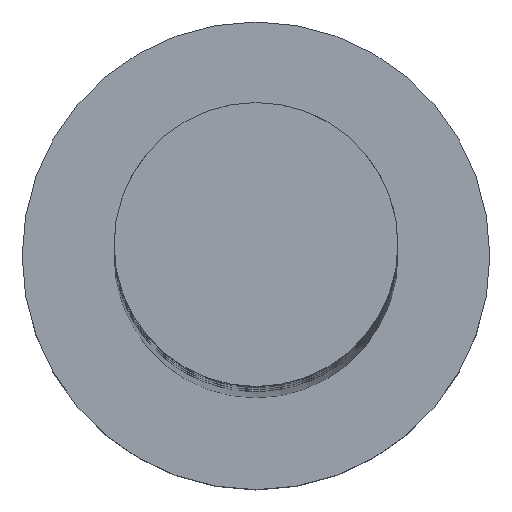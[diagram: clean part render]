
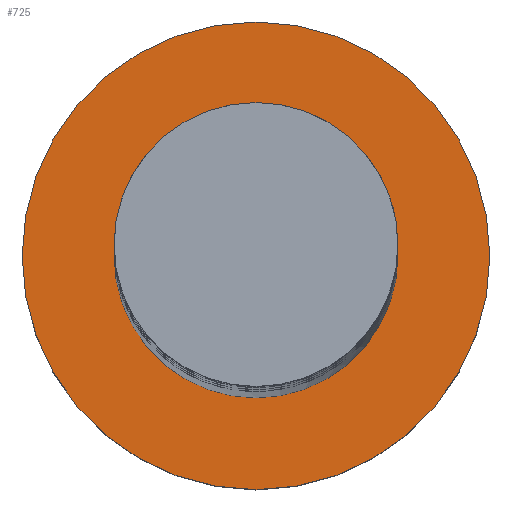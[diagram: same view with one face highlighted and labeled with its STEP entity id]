
A CAD part, top view. The second image highlights one B-rep face of the part: STEP entity #725.
In plain terms, the highlighted planar face has unit normal (0, 0, 1).
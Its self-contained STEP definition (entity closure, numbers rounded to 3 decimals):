
#32 = ORIENTED_EDGE ( 'NONE', *, *, #1240, .T. ) ;
#68 = CARTESIAN_POINT ( 'NONE',  ( 0., 0., 5. ) ) ;
#116 = DIRECTION ( 'NONE',  ( 1., 0., 0. ) ) ;
#131 = CARTESIAN_POINT ( 'NONE',  ( 7., 0., 5. ) ) ;
#154 = EDGE_LOOP ( 'NONE', ( #32, #511 ) ) ;
#173 = VERTEX_POINT ( 'NONE', #910 ) ;
#203 = DIRECTION ( 'NONE',  ( 1., 0., 0. ) ) ;
#511 = ORIENTED_EDGE ( 'NONE', *, *, #1312, .T. ) ;
#535 = AXIS2_PLACEMENT_3D ( 'NONE', #1701, #1018, #203 ) ;
#570 = VERTEX_POINT ( 'NONE', #1656 ) ;
#626 = FACE_OUTER_BOUND ( 'NONE', #154, .T. ) ;
#644 = PLANE ( 'NONE',  #1688 ) ;
#677 = AXIS2_PLACEMENT_3D ( 'NONE', #1408, #879, #1288 ) ;
#714 = CARTESIAN_POINT ( 'NONE',  ( 0., 0., 5. ) ) ;
#725 = ADVANCED_FACE ( 'NONE', ( #1038, #626 ), #644, .T. ) ;
#731 = CIRCLE ( 'NONE', #1407, 7. ) ;
#736 = ORIENTED_EDGE ( 'NONE', *, *, #1302, .F. ) ;
#850 = EDGE_CURVE ( 'NONE', #1378, #173, #1491, .T. ) ;
#879 = DIRECTION ( 'NONE',  ( 0., 0., 1. ) ) ;
#910 = CARTESIAN_POINT ( 'NONE',  ( 4.25, 0., 5. ) ) ;
#1018 = DIRECTION ( 'NONE',  ( 0., 0., 1. ) ) ;
#1038 = FACE_BOUND ( 'NONE', #1373, .T. ) ;
#1192 = DIRECTION ( 'NONE',  ( 0., 0., 1. ) ) ;
#1205 = ORIENTED_EDGE ( 'NONE', *, *, #850, .F. ) ;
#1240 = EDGE_CURVE ( 'NONE', #570, #1444, #731, .T. ) ;
#1275 = DIRECTION ( 'NONE',  ( 0., 0., 1. ) ) ;
#1288 = DIRECTION ( 'NONE',  ( 1., 0., 0. ) ) ;
#1302 = EDGE_CURVE ( 'NONE', #173, #1378, #1376, .T. ) ;
#1312 = EDGE_CURVE ( 'NONE', #1444, #570, #1715, .T. ) ;
#1321 = AXIS2_PLACEMENT_3D ( 'NONE', #1329, #1192, #116 ) ;
#1329 = CARTESIAN_POINT ( 'NONE',  ( 0., 0., 5. ) ) ;
#1373 = EDGE_LOOP ( 'NONE', ( #1205, #736 ) ) ;
#1376 = CIRCLE ( 'NONE', #535, 4.25 ) ;
#1378 = VERTEX_POINT ( 'NONE', #1470 ) ;
#1407 = AXIS2_PLACEMENT_3D ( 'NONE', #714, #1497, #1532 ) ;
#1408 = CARTESIAN_POINT ( 'NONE',  ( 0., 0., 5. ) ) ;
#1428 = DIRECTION ( 'NONE',  ( 1., 0., 0. ) ) ;
#1444 = VERTEX_POINT ( 'NONE', #131 ) ;
#1470 = CARTESIAN_POINT ( 'NONE',  ( -4.25, 0., 5. ) ) ;
#1491 = CIRCLE ( 'NONE', #1321, 4.25 ) ;
#1497 = DIRECTION ( 'NONE',  ( 0., 0., 1. ) ) ;
#1532 = DIRECTION ( 'NONE',  ( 1., 0., 0. ) ) ;
#1656 = CARTESIAN_POINT ( 'NONE',  ( -7., 0., 5. ) ) ;
#1688 = AXIS2_PLACEMENT_3D ( 'NONE', #68, #1275, #1428 ) ;
#1701 = CARTESIAN_POINT ( 'NONE',  ( 0., 0., 5. ) ) ;
#1715 = CIRCLE ( 'NONE', #677, 7. ) ;
